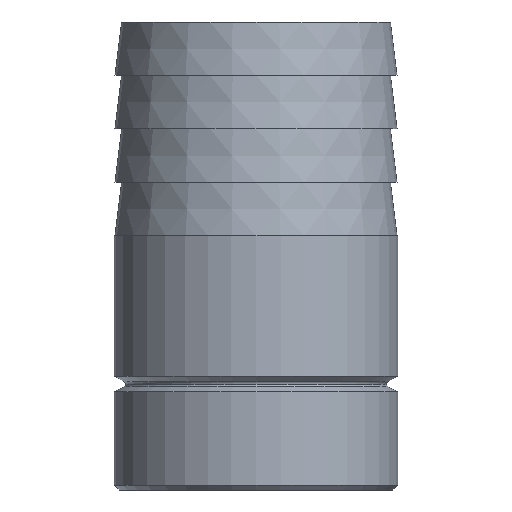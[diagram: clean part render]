
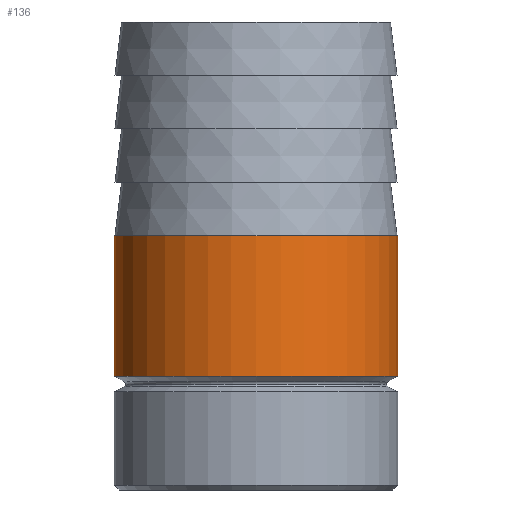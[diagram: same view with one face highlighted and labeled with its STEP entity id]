
A CAD part, front view. The second image highlights one B-rep face of the part: STEP entity #136.
In plain terms, the highlighted cylindrical face has radius 21.2 mm (diameter 42.4 mm), a partial arc.
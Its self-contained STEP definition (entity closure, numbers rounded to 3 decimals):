
#86 = VERTEX_POINT ( 'NONE', #434 ) ;
#89 = VERTEX_POINT ( 'NONE', #494 ) ;
#136 = ADVANCED_FACE ( 'NONE', ( #570 ), #567, .T. ) ;
#137 = ORIENTED_EDGE ( 'NONE', *, *, #163, .F. ) ;
#149 = VERTEX_POINT ( 'NONE', #574 ) ;
#160 = ORIENTED_EDGE ( 'NONE', *, *, #200, .T. ) ;
#161 = ORIENTED_EDGE ( 'NONE', *, *, #194, .F. ) ;
#163 = EDGE_CURVE ( 'NONE', #86, #149, #629, .T. ) ;
#165 = VERTEX_POINT ( 'NONE', #628 ) ;
#176 = ORIENTED_EDGE ( 'NONE', *, *, #177, .T. ) ;
#177 = EDGE_CURVE ( 'NONE', #86, #89, #624, .T. ) ;
#179 = EDGE_LOOP ( 'NONE', ( #137, #176, #160, #161 ) ) ;
#194 = EDGE_CURVE ( 'NONE', #149, #165, #691, .T. ) ;
#200 = EDGE_CURVE ( 'NONE', #89, #165, #725, .T. ) ;
#434 = CARTESIAN_POINT ( 'NONE',  ( -21.2, 0., -53. ) ) ;
#494 = CARTESIAN_POINT ( 'NONE',  ( 21.2, 0., -53. ) ) ;
#555 = AXIS2_PLACEMENT_3D ( 'NONE', #588, #587, #569 ) ;
#567 = CYLINDRICAL_SURFACE ( 'NONE', #555, 21.2 ) ;
#569 = DIRECTION ( 'NONE',  ( 1., 0., 0. ) ) ;
#570 = FACE_OUTER_BOUND ( 'NONE', #179, .T. ) ;
#574 = CARTESIAN_POINT ( 'NONE',  ( -21.2, 0., -32. ) ) ;
#587 = DIRECTION ( 'NONE',  ( 0., 0., 1. ) ) ;
#588 = CARTESIAN_POINT ( 'NONE',  ( 0., 0., 0. ) ) ;
#606 = CARTESIAN_POINT ( 'NONE',  ( -21.2, 0., 0. ) ) ;
#607 = VECTOR ( 'NONE', #630, 1000. ) ;
#620 = DIRECTION ( 'NONE',  ( 1., 0., 0. ) ) ;
#621 = DIRECTION ( 'NONE',  ( 0., 0., 1. ) ) ;
#622 = CARTESIAN_POINT ( 'NONE',  ( 0., 0., -53. ) ) ;
#623 = AXIS2_PLACEMENT_3D ( 'NONE', #622, #621, #620 ) ;
#624 = CIRCLE ( 'NONE', #623, 21.2 ) ;
#628 = CARTESIAN_POINT ( 'NONE',  ( 21.2, 0., -32. ) ) ;
#629 = LINE ( 'NONE', #606, #607 ) ;
#630 = DIRECTION ( 'NONE',  ( 0., 0., 1. ) ) ;
#689 = DIRECTION ( 'NONE',  ( 0., 0., 1. ) ) ;
#690 = VECTOR ( 'NONE', #689, 1000. ) ;
#691 = CIRCLE ( 'NONE', #721, 21.2 ) ;
#718 = DIRECTION ( 'NONE',  ( 1., 0., 0. ) ) ;
#719 = DIRECTION ( 'NONE',  ( 0., 0., 1. ) ) ;
#720 = CARTESIAN_POINT ( 'NONE',  ( 0., 0., -32. ) ) ;
#721 = AXIS2_PLACEMENT_3D ( 'NONE', #720, #719, #718 ) ;
#724 = CARTESIAN_POINT ( 'NONE',  ( 21.2, 0., 0. ) ) ;
#725 = LINE ( 'NONE', #724, #690 ) ;
